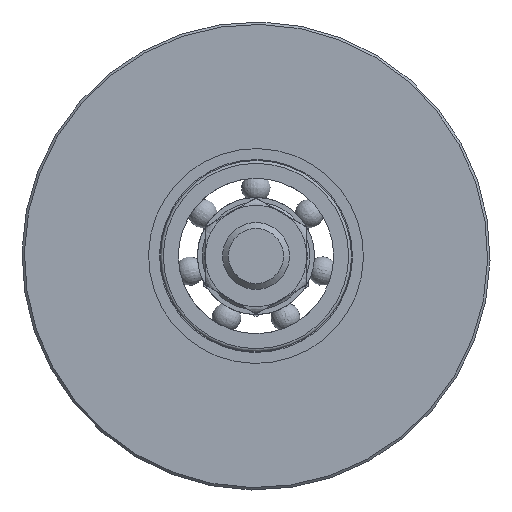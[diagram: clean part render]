
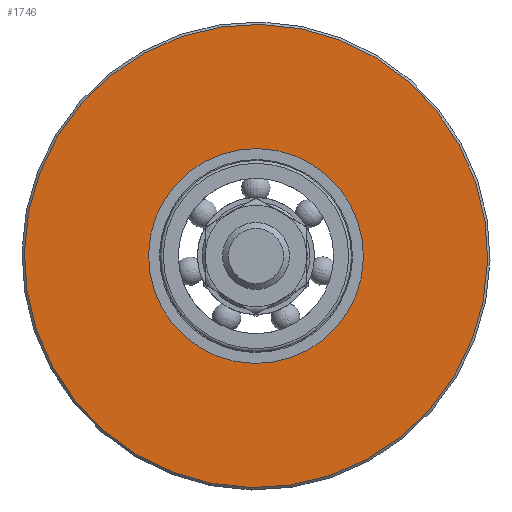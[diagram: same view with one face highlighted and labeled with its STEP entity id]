
A CAD part, front view. The second image highlights one B-rep face of the part: STEP entity #1746.
In plain terms, the highlighted planar face has unit normal (0, -1, 0).
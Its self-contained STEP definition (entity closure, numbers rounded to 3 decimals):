
#103=FACE_BOUND('',#351,.T.);
#131=PLANE('',#1987);
#235=FACE_OUTER_BOUND('',#350,.T.);
#350=EDGE_LOOP('',(#1380));
#351=EDGE_LOOP('',(#1381,#1382));
#621=CIRCLE('',#1984,48.5);
#623=CIRCLE('',#1988,22.5);
#624=CIRCLE('',#1989,22.5);
#771=VERTEX_POINT('',#2960);
#773=VERTEX_POINT('',#2968);
#774=VERTEX_POINT('',#2969);
#984=EDGE_CURVE('',#771,#771,#621,.T.);
#987=EDGE_CURVE('',#773,#774,#623,.T.);
#988=EDGE_CURVE('',#774,#773,#624,.T.);
#1380=ORIENTED_EDGE('',*,*,#984,.F.);
#1381=ORIENTED_EDGE('',*,*,#987,.T.);
#1382=ORIENTED_EDGE('',*,*,#988,.T.);
#1746=ADVANCED_FACE('',(#235,#103),#131,.F.);
#1984=AXIS2_PLACEMENT_3D('',#2962,#2440,#2441);
#1987=AXIS2_PLACEMENT_3D('',#2967,#2447,#2448);
#1988=AXIS2_PLACEMENT_3D('',#2970,#2449,#2450);
#1989=AXIS2_PLACEMENT_3D('',#2971,#2451,#2452);
#2440=DIRECTION('center_axis',(0.,1.,0.));
#2441=DIRECTION('ref_axis',(-0.322,0.,0.947));
#2447=DIRECTION('center_axis',(0.,1.,0.));
#2448=DIRECTION('ref_axis',(-0.322,0.,0.947));
#2449=DIRECTION('center_axis',(0.,1.,0.));
#2450=DIRECTION('ref_axis',(0.947,0.,0.322));
#2451=DIRECTION('center_axis',(0.,1.,0.));
#2452=DIRECTION('ref_axis',(0.947,0.,0.322));
#2960=CARTESIAN_POINT('',(15.627,-12.5,-45.914));
#2962=CARTESIAN_POINT('Origin',(0.,-12.5,0.));
#2967=CARTESIAN_POINT('Origin',(0.,-12.5,0.));
#2968=CARTESIAN_POINT('',(21.3,-12.5,7.25));
#2969=CARTESIAN_POINT('',(-21.3,-12.5,-7.25));
#2970=CARTESIAN_POINT('Origin',(0.,-12.5,0.));
#2971=CARTESIAN_POINT('Origin',(0.,-12.5,0.));
